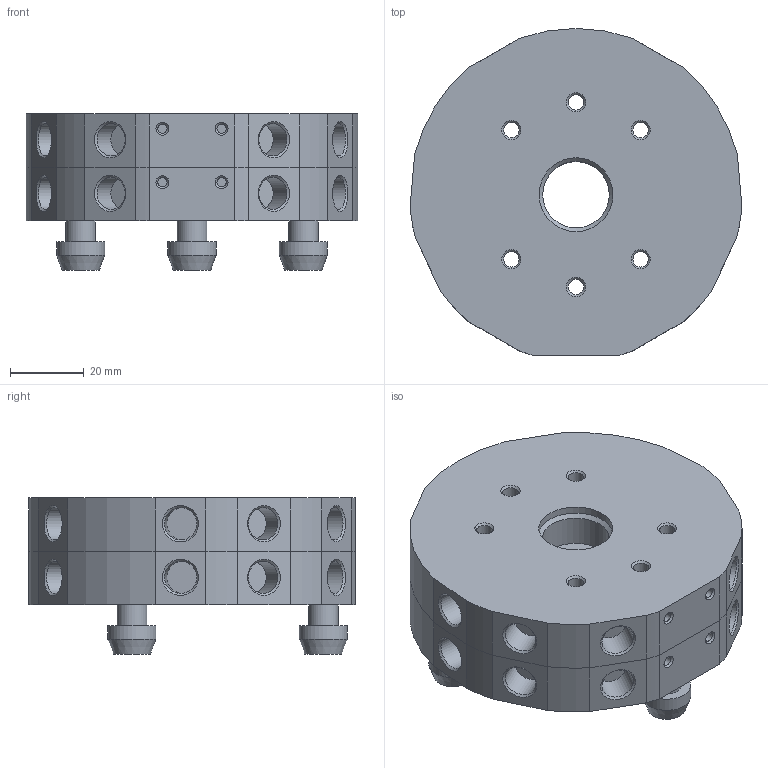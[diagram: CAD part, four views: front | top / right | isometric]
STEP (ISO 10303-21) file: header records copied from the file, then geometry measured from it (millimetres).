
FILE_DESCRIPTION( ( 'Unknown' ), '1' );
FILE_NAME( 'CA.01.01.002.stp', 'Unknown', ( 'Unknown' ), ( 'Unknown' ), 'XStep 1.0', 'Unknown', ' ' );
FILE_SCHEMA( ( 'CONFIG_CONTROL_DESIGN' ) );
Length unit declared in the file: millimetre
Products named in the file (2): Assem1; 1
Bounding box: 89.8 x 88.5 x 42.3 mm (x, y, z)
Volume: 142349.5 mm3; surface area: 47927.3 mm2
Topology: 2 solids, 2 shells, 210 faces, 464 edges, 310 vertices
Faces by surface type: cylinder 90, plane 74, cone 46
Full cylindrical faces by diameter (mm): 2.5 x4, 4.2 x12, 8 x6, 8.8 x16, 10 x16, 13 x6, 18 x2, 20 x2, 55 x2
Entity records: 2612 total; most frequent: DIRECTION 480, CARTESIAN_POINT 415, ORIENTED_EDGE 314, AXIS2_PLACEMENT_3D 222, EDGE_LOOP 198, EDGE_CURVE 157, FACE_OUTER_BOUND 138, VERTEX_POINT 133
